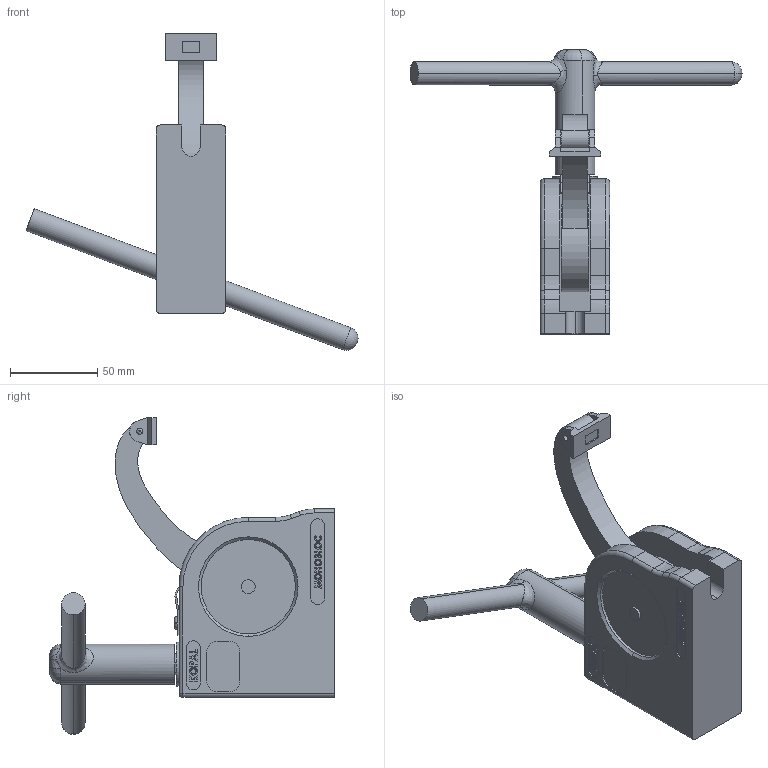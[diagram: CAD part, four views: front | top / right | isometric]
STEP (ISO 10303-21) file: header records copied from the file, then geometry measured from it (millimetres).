
FILE_DESCRIPTION (( 'STEP AP214' ), '1' );
FILE_NAME ('25705.STEP', '2017-06-05T16:48:55', ( 'Mike W' ), ( '' ), 'SwSTEP 2.0', 'SolidWorks 2017', '' );
FILE_SCHEMA (( 'AUTOMOTIVE_DESIGN' ));
Length unit declared in the file: inch
Products named in the file (5): 25705 BODY_25705; 25705; 25720_25720; 25705 PAD; 25705 STANDARD ARM
Assembly tree (4 placements, depth 2):
  25705
    25705 BODY_25705
    25705 STANDARD ARM
    25705 PAD
    25720_25720
Bounding box: 190.15 x 162.92 x 181.45 mm (x, y, z)
Volume: 376103.2 mm3; surface area: 71190.6 mm2
Topology: 4 solids, 4 shells, 551 faces, 1396 edges, 912 vertices
Faces by surface type: plane 311, bspline 130, cylinder 79, torus 18, cone 11, sphere 2
Entity records: 27694 total; most frequent: CARTESIAN_POINT 14131, ORIENTED_EDGE 2784, DIRECTION 2174, EDGE_CURVE 1392, VERTEX_POINT 912, VECTOR 884, LINE 884, AXIS2_PLACEMENT_3D 645
